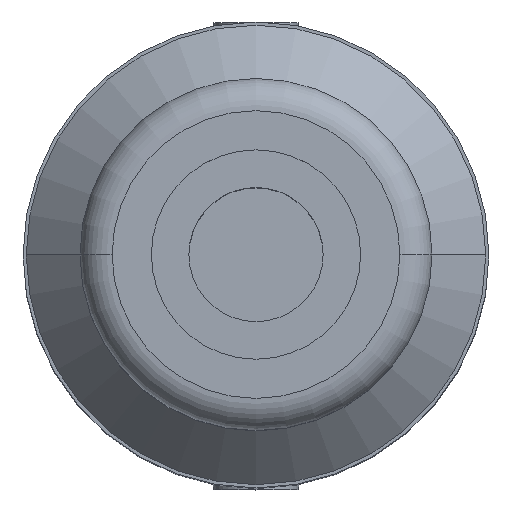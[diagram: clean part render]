
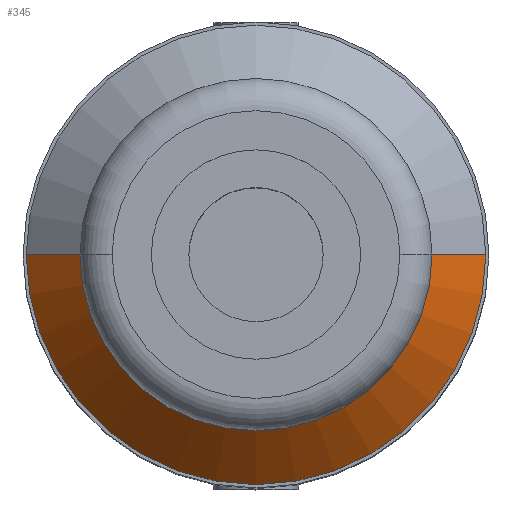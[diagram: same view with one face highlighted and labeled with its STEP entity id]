
A CAD part, top view. The second image highlights one B-rep face of the part: STEP entity #345.
In plain terms, the highlighted conical face has half-angle 45 degrees and reference radius 4.166 mm.
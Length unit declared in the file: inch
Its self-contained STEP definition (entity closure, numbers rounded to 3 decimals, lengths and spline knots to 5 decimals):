
#80 = EDGE_CURVE ( 'NONE', #295, #81, #756, .T. ) ;
#81 = VERTEX_POINT ( 'NONE', #747 ) ;
#84 = VERTEX_POINT ( 'NONE', #741 ) ;
#226 = EDGE_CURVE ( 'NONE', #296, #295, #850, .T. ) ;
#234 = EDGE_CURVE ( 'NONE', #81, #84, #1009, .T. ) ;
#295 = VERTEX_POINT ( 'NONE', #1227 ) ;
#296 = VERTEX_POINT ( 'NONE', #1226 ) ;
#345 = ADVANCED_FACE ( 'NONE', ( #1195 ), #1194, .T. ) ;
#346 = EDGE_LOOP ( 'NONE', ( #347, #427, #428, #429 ) ) ;
#347 = ORIENTED_EDGE ( 'NONE', *, *, #80, .F. ) ;
#379 = EDGE_CURVE ( 'NONE', #296, #84, #1153, .T. ) ;
#427 = ORIENTED_EDGE ( 'NONE', *, *, #226, .F. ) ;
#428 = ORIENTED_EDGE ( 'NONE', *, *, #379, .T. ) ;
#429 = ORIENTED_EDGE ( 'NONE', *, *, #234, .F. ) ;
#741 = CARTESIAN_POINT ( 'NONE',  ( -0.214, 0., -0.225 ) ) ;
#747 = CARTESIAN_POINT ( 'NONE',  ( 0.214, 0., -0.225 ) ) ;
#748 = DIRECTION ( 'NONE',  ( 0.707, 0., -0.707 ) ) ;
#749 = VECTOR ( 'NONE', #748, 39.37008 ) ;
#750 = CARTESIAN_POINT ( 'NONE',  ( 0.164, 0., -0.175 ) ) ;
#756 = LINE ( 'NONE', #750, #749 ) ;
#836 = CARTESIAN_POINT ( 'NONE',  ( 0., 0., -0.225 ) ) ;
#844 = DIRECTION ( 'NONE',  ( 1., 0., 0. ) ) ;
#845 = DIRECTION ( 'NONE',  ( 0., 0., 1. ) ) ;
#846 = CARTESIAN_POINT ( 'NONE',  ( 0., 0., -0.175 ) ) ;
#847 = AXIS2_PLACEMENT_3D ( 'NONE', #846, #845, #844 ) ;
#850 = CIRCLE ( 'NONE', #847, 0.164 ) ;
#1006 = DIRECTION ( 'NONE',  ( 1., 0., 0. ) ) ;
#1007 = DIRECTION ( 'NONE',  ( 0., 0., -1. ) ) ;
#1008 = AXIS2_PLACEMENT_3D ( 'NONE', #836, #1007, #1006 ) ;
#1009 = CIRCLE ( 'NONE', #1008, 0.214 ) ;
#1150 = DIRECTION ( 'NONE',  ( -0.707, 0., -0.707 ) ) ;
#1151 = VECTOR ( 'NONE', #1150, 39.37008 ) ;
#1152 = CARTESIAN_POINT ( 'NONE',  ( -0.164, 0., -0.175 ) ) ;
#1153 = LINE ( 'NONE', #1152, #1151 ) ;
#1191 = DIRECTION ( 'NONE',  ( -1., 0., 0. ) ) ;
#1192 = DIRECTION ( 'NONE',  ( 0., 0., -1. ) ) ;
#1193 = AXIS2_PLACEMENT_3D ( 'NONE', #1200, #1192, #1191 ) ;
#1194 = CONICAL_SURFACE ( 'NONE', #1193, 0.164, 0.785 ) ;
#1195 = FACE_OUTER_BOUND ( 'NONE', #346, .T. ) ;
#1200 = CARTESIAN_POINT ( 'NONE',  ( 0., 0., -0.175 ) ) ;
#1226 = CARTESIAN_POINT ( 'NONE',  ( -0.164, 0., -0.175 ) ) ;
#1227 = CARTESIAN_POINT ( 'NONE',  ( 0.164, 0., -0.175 ) ) ;
